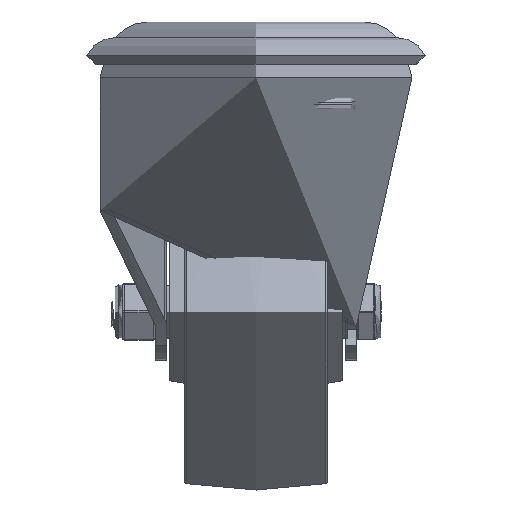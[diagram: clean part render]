
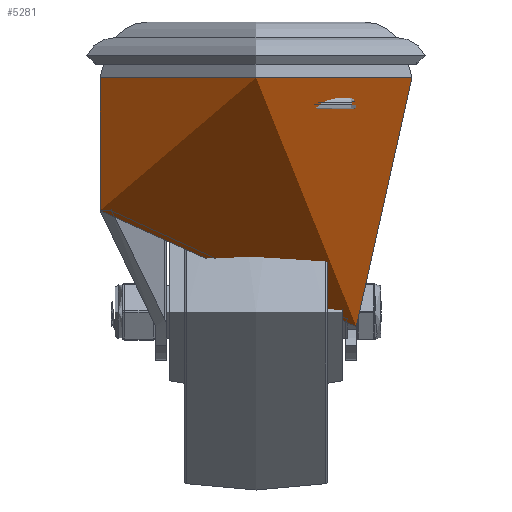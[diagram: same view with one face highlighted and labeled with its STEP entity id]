
A CAD part, left-side view. The second image highlights one B-rep face of the part: STEP entity #5281.
In plain terms, the highlighted cylindrical face has radius 35 mm (diameter 70 mm), a full revolution.
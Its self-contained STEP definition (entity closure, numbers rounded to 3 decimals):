
#361=B_SPLINE_CURVE_WITH_KNOTS('',3,(#7924,#7925,#7926,#7927,#7928,#7929,
#7930,#7931,#7932,#7933),.UNSPECIFIED.,.F.,.F.,(4,2,2,2,4),(-0.426,
-0.314,-0.201,-0.1,0.),
 .UNSPECIFIED.);
#362=B_SPLINE_CURVE_WITH_KNOTS('',3,(#7942,#7943,#7944,#7945,#7946,#7947,
#7948,#7949,#7950,#7951),.UNSPECIFIED.,.F.,.F.,(4,2,2,2,4),(-0.839,
-0.739,-0.639,-0.526,-0.413),
 .UNSPECIFIED.);
#367=B_SPLINE_CURVE_WITH_KNOTS('',3,(#8061,#8062,#8063,#8064,#8065,#8066,
#8067,#8068,#8069,#8070,#8071,#8072),.UNSPECIFIED.,.F.,.F.,(4,2,2,2,2,4),
(-6.422,-5.485,-4.547,-3.609,
-2.671,-2.589),.UNSPECIFIED.);
#372=B_SPLINE_CURVE_WITH_KNOTS('',3,(#8157,#8158,#8159,#8160,#8161,#8162,
#8163,#8164,#8165,#8166,#8167,#8168,#8169,#8170,#8171,#8172,#8173,#8174,
#8175,#8176,#8177,#8178,#8179,#8180,#8181,#8182,#8183,#8184,#8185,#8186,
#8187,#8188,#8189,#8190,#8191,#8192,#8193,#8194,#8195,#8196,#8197,#8198,
#8199,#8200),.UNSPECIFIED.,.F.,.F.,(4,2,2,2,2,2,2,2,2,2,2,2,2,2,2,2,2,2,
2,2,2,4),(-22.093,-22.011,-21.074,-20.136,
-19.198,-18.26,-17.429,-16.597,
-15.765,-14.934,-14.285,-13.637,
-12.989,-12.341,-11.693,-11.045,
-10.397,-9.749,-8.917,-8.086,
-7.254,-6.422),.UNSPECIFIED.);
#557=FACE_OUTER_BOUND('',#898,.T.);
#898=EDGE_LOOP('',(#3593,#3594,#3595,#3596,#3597,#3598,#3599,#3600,#3601,
#3602));
#1291=LINE('',#8221,#1623);
#1292=LINE('',#8222,#1624);
#1293=LINE('',#8224,#1625);
#1623=VECTOR('',#6418,35.);
#1624=VECTOR('',#6419,1000.);
#1625=VECTOR('',#6422,1000.);
#1953=CIRCLE('',#5733,35.);
#1954=CIRCLE('',#5734,35.);
#2230=VERTEX_POINT('',#7921);
#2231=VERTEX_POINT('',#7923);
#2234=VERTEX_POINT('',#7939);
#2235=VERTEX_POINT('',#7941);
#2254=VERTEX_POINT('',#8059);
#2255=VERTEX_POINT('',#8060);
#2265=VERTEX_POINT('',#8155);
#2270=VERTEX_POINT('',#8219);
#2738=EDGE_CURVE('',#2230,#2231,#361,.T.);
#2742=EDGE_CURVE('',#2234,#2235,#362,.T.);
#2762=EDGE_CURVE('',#2254,#2255,#367,.F.);
#2773=EDGE_CURVE('',#2255,#2265,#372,.F.);
#2784=EDGE_CURVE('',#2270,#2270,#1953,.T.);
#2785=EDGE_CURVE('',#2270,#2255,#1291,.T.);
#2786=EDGE_CURVE('',#2265,#2231,#1292,.T.);
#2787=EDGE_CURVE('',#2230,#2235,#1954,.T.);
#2788=EDGE_CURVE('',#2234,#2254,#1293,.T.);
#3593=ORIENTED_EDGE('',*,*,#2784,.F.);
#3594=ORIENTED_EDGE('',*,*,#2785,.T.);
#3595=ORIENTED_EDGE('',*,*,#2773,.T.);
#3596=ORIENTED_EDGE('',*,*,#2786,.T.);
#3597=ORIENTED_EDGE('',*,*,#2738,.F.);
#3598=ORIENTED_EDGE('',*,*,#2787,.T.);
#3599=ORIENTED_EDGE('',*,*,#2742,.F.);
#3600=ORIENTED_EDGE('',*,*,#2788,.T.);
#3601=ORIENTED_EDGE('',*,*,#2762,.T.);
#3602=ORIENTED_EDGE('',*,*,#2785,.F.);
#5156=CYLINDRICAL_SURFACE('',#5732,35.);
#5281=ADVANCED_FACE('',(#557),#5156,.T.);
#5732=AXIS2_PLACEMENT_3D('',#8218,#6414,#6415);
#5733=AXIS2_PLACEMENT_3D('',#8220,#6416,#6417);
#5734=AXIS2_PLACEMENT_3D('',#8223,#6420,#6421);
#6414=DIRECTION('center_axis',(0.,0.,1.));
#6415=DIRECTION('ref_axis',(0.,-1.,0.));
#6416=DIRECTION('center_axis',(0.,0.,1.));
#6417=DIRECTION('ref_axis',(0.,-1.,0.));
#6418=DIRECTION('',(0.,0.,-1.));
#6419=DIRECTION('',(0.,0.,1.));
#6420=DIRECTION('center_axis',(0.,0.,1.));
#6421=DIRECTION('ref_axis',(0.,-1.,0.));
#6422=DIRECTION('',(0.,0.,-1.));
#7921=CARTESIAN_POINT('',(28.723,-20.,-4.008));
#7923=CARTESIAN_POINT('',(26.81,-22.5,-6.508));
#7924=CARTESIAN_POINT('Ctrl Pts',(28.723,-20.,-4.008));
#7925=CARTESIAN_POINT('Ctrl Pts',(28.508,-20.308,-4.008));
#7926=CARTESIAN_POINT('Ctrl Pts',(28.271,-20.637,-4.068));
#7927=CARTESIAN_POINT('Ctrl Pts',(27.813,-21.251,-4.318));
#7928=CARTESIAN_POINT('Ctrl Pts',(27.591,-21.536,-4.509));
#7929=CARTESIAN_POINT('Ctrl Pts',(27.243,-21.974,-4.947));
#7930=CARTESIAN_POINT('Ctrl Pts',(27.087,-22.166,-5.215));
#7931=CARTESIAN_POINT('Ctrl Pts',(26.87,-22.429,-5.828));
#7932=CARTESIAN_POINT('Ctrl Pts',(26.81,-22.5,-6.173));
#7933=CARTESIAN_POINT('Ctrl Pts',(26.81,-22.5,-6.508));
#7939=CARTESIAN_POINT('',(26.81,22.5,-6.508));
#7941=CARTESIAN_POINT('',(28.723,20.,-4.008));
#7942=CARTESIAN_POINT('Ctrl Pts',(26.81,22.5,-6.508));
#7943=CARTESIAN_POINT('Ctrl Pts',(26.81,22.5,-6.173));
#7944=CARTESIAN_POINT('Ctrl Pts',(26.87,22.429,-5.828));
#7945=CARTESIAN_POINT('Ctrl Pts',(27.087,22.166,-5.215));
#7946=CARTESIAN_POINT('Ctrl Pts',(27.243,21.974,-4.947));
#7947=CARTESIAN_POINT('Ctrl Pts',(27.591,21.536,-4.509));
#7948=CARTESIAN_POINT('Ctrl Pts',(27.813,21.251,-4.318));
#7949=CARTESIAN_POINT('Ctrl Pts',(28.271,20.637,-4.068));
#7950=CARTESIAN_POINT('Ctrl Pts',(28.508,20.308,-4.008));
#7951=CARTESIAN_POINT('Ctrl Pts',(28.723,20.,-4.008));
#8059=CARTESIAN_POINT('',(26.81,22.5,-58.876));
#8060=CARTESIAN_POINT('',(0.,35.,-32.843));
#8061=CARTESIAN_POINT('Ctrl Pts',(0.,35.,-32.843));
#8062=CARTESIAN_POINT('Ctrl Pts',(2.391,35.,-34.856));
#8063=CARTESIAN_POINT('Ctrl Pts',(4.837,34.752,-36.991));
#8064=CARTESIAN_POINT('Ctrl Pts',(9.67,33.728,-41.371));
#8065=CARTESIAN_POINT('Ctrl Pts',(12.056,32.953,-43.617));
#8066=CARTESIAN_POINT('Ctrl Pts',(16.624,30.902,-48.075));
#8067=CARTESIAN_POINT('Ctrl Pts',(18.807,29.625,-50.287));
#8068=CARTESIAN_POINT('Ctrl Pts',(22.853,26.629,-54.522));
#8069=CARTESIAN_POINT('Ctrl Pts',(24.717,24.909,-56.544));
#8070=CARTESIAN_POINT('Ctrl Pts',(26.52,22.841,-58.552));
#8071=CARTESIAN_POINT('Ctrl Pts',(26.665,22.672,-58.714));
#8072=CARTESIAN_POINT('Ctrl Pts',(26.81,22.5,-58.876));
#8155=CARTESIAN_POINT('',(26.81,-22.5,-58.876));
#8157=CARTESIAN_POINT('Ctrl Pts',(26.81,-22.5,-58.876));
#8158=CARTESIAN_POINT('Ctrl Pts',(26.665,-22.672,-58.714));
#8159=CARTESIAN_POINT('Ctrl Pts',(26.52,-22.841,-58.552));
#8160=CARTESIAN_POINT('Ctrl Pts',(24.717,-24.909,-56.544));
#8161=CARTESIAN_POINT('Ctrl Pts',(22.853,-26.629,-54.522));
#8162=CARTESIAN_POINT('Ctrl Pts',(18.807,-29.625,-50.287));
#8163=CARTESIAN_POINT('Ctrl Pts',(16.624,-30.902,-48.075));
#8164=CARTESIAN_POINT('Ctrl Pts',(12.056,-32.953,-43.617));
#8165=CARTESIAN_POINT('Ctrl Pts',(9.67,-33.728,-41.371));
#8166=CARTESIAN_POINT('Ctrl Pts',(4.837,-34.752,-36.991));
#8167=CARTESIAN_POINT('Ctrl Pts',(2.391,-35.,-34.856));
#8168=CARTESIAN_POINT('Ctrl Pts',(-2.121,-35.,-31.057));
#8169=CARTESIAN_POINT('Ctrl Pts',(-4.358,-34.805,-29.231));
#8170=CARTESIAN_POINT('Ctrl Pts',(-8.903,-33.928,-25.65));
#8171=CARTESIAN_POINT('Ctrl Pts',(-11.209,-33.246,-23.894));
#8172=CARTESIAN_POINT('Ctrl Pts',(-15.716,-31.368,-20.574));
#8173=CARTESIAN_POINT('Ctrl Pts',(-17.919,-30.17,-19.007));
#8174=CARTESIAN_POINT('Ctrl Pts',(-22.053,-27.295,-16.151));
#8175=CARTESIAN_POINT('Ctrl Pts',(-23.983,-25.617,-14.862));
#8176=CARTESIAN_POINT('Ctrl Pts',(-27.044,-22.306,-12.863));
#8177=CARTESIAN_POINT('Ctrl Pts',(-28.333,-20.659,-12.039));
#8178=CARTESIAN_POINT('Ctrl Pts',(-30.643,-17.046,-10.586));
#8179=CARTESIAN_POINT('Ctrl Pts',(-31.663,-15.079,-9.957));
#8180=CARTESIAN_POINT('Ctrl Pts',(-33.319,-10.946,-8.947));
#8181=CARTESIAN_POINT('Ctrl Pts',(-33.956,-8.775,-8.564));
#8182=CARTESIAN_POINT('Ctrl Pts',(-34.796,-4.382,-8.06));
#8183=CARTESIAN_POINT('Ctrl Pts',(-35.,-2.16,-7.94));
#8184=CARTESIAN_POINT('Ctrl Pts',(-35.,2.16,-7.94));
#8185=CARTESIAN_POINT('Ctrl Pts',(-34.796,4.382,-8.06));
#8186=CARTESIAN_POINT('Ctrl Pts',(-33.956,8.775,-8.564));
#8187=CARTESIAN_POINT('Ctrl Pts',(-33.319,10.946,-8.947));
#8188=CARTESIAN_POINT('Ctrl Pts',(-31.663,15.079,-9.957));
#8189=CARTESIAN_POINT('Ctrl Pts',(-30.643,17.046,-10.586));
#8190=CARTESIAN_POINT('Ctrl Pts',(-28.333,20.659,-12.039));
#8191=CARTESIAN_POINT('Ctrl Pts',(-27.044,22.306,-12.863));
#8192=CARTESIAN_POINT('Ctrl Pts',(-23.983,25.617,-14.862));
#8193=CARTESIAN_POINT('Ctrl Pts',(-22.053,27.295,-16.151));
#8194=CARTESIAN_POINT('Ctrl Pts',(-17.919,30.17,-19.007));
#8195=CARTESIAN_POINT('Ctrl Pts',(-15.716,31.368,-20.574));
#8196=CARTESIAN_POINT('Ctrl Pts',(-11.209,33.246,-23.894));
#8197=CARTESIAN_POINT('Ctrl Pts',(-8.903,33.928,-25.65));
#8198=CARTESIAN_POINT('Ctrl Pts',(-4.358,34.805,-29.231));
#8199=CARTESIAN_POINT('Ctrl Pts',(-2.121,35.,-31.057));
#8200=CARTESIAN_POINT('Ctrl Pts',(0.,35.,-32.843));
#8218=CARTESIAN_POINT('Origin',(0.,0.,-66.511));
#8219=CARTESIAN_POINT('',(0.,35.,-3.009));
#8220=CARTESIAN_POINT('Origin',(0.,0.,-3.009));
#8221=CARTESIAN_POINT('',(0.,35.,-66.511));
#8222=CARTESIAN_POINT('',(26.81,-22.5,-35.259));
#8223=CARTESIAN_POINT('Origin',(0.,0.,-4.008));
#8224=CARTESIAN_POINT('',(26.81,22.5,-35.259));
